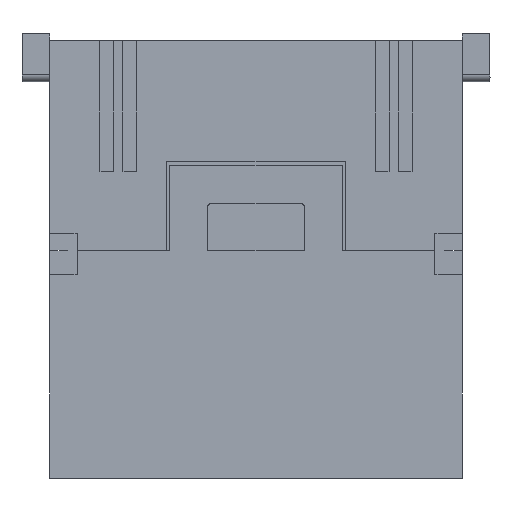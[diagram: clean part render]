
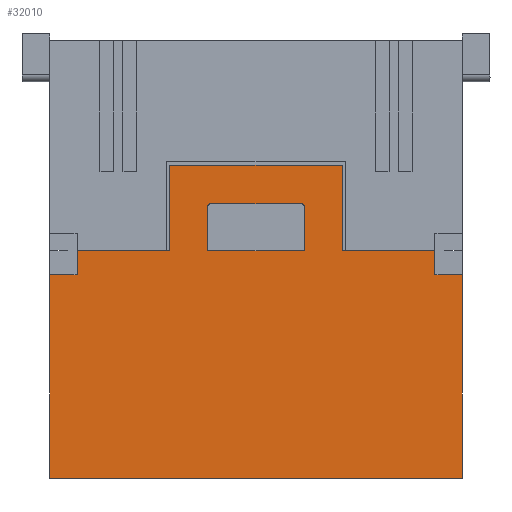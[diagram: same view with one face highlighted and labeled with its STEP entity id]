
A CAD part, left-side view. The second image highlights one B-rep face of the part: STEP entity #32010.
In plain terms, the highlighted face is planar.
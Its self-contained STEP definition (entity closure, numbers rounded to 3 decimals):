
#8640=CARTESIAN_POINT('',(56.048,65.707,-20.3))
;
#8650=DIRECTION('',(-1.,0.,0.));
#8660=DIRECTION('',(0.,0.,-1.));
#8670=AXIS2_PLACEMENT_3D('',#8640,#8650,#8660);
#8680=CIRCLE('',#8670,0.2);
#8690=CARTESIAN_POINT('',(56.048,65.907,-20.3))
;
#8700=VERTEX_POINT('',#8690);
#8710=CARTESIAN_POINT('',(56.048,65.707,
-20.5));
#8720=VERTEX_POINT('',#8710);
#8730=EDGE_CURVE('',#8700,#8720,#8680,.T.);
#10690=CARTESIAN_POINT('',(56.048,60.757,-4.)
);
#10700=VERTEX_POINT('',#10690);
#10730=CARTESIAN_POINT('',(56.048,60.757,-4.559)
);
#10740=DIRECTION('',(0.,0.,1.));
#10750=VECTOR('',#10740,1.);
#10760=LINE('',#10730,#10750);
#10770=CARTESIAN_POINT('',(56.048,60.757,-2.)
);
#10780=VERTEX_POINT('',#10770);
#10790=EDGE_CURVE('',#10700,#10780,#10760,.T.);
#14470=CARTESIAN_POINT('',(56.048,65.907,-13.7)
);
#14480=VERTEX_POINT('',#14470);
#14510=CARTESIAN_POINT('',(56.048,65.907,
-4.559));
#14520=DIRECTION('',(0.,0.,1.));
#14530=VECTOR('',#14520,1.);
#14540=LINE('',#14510,#14530);
#14550=EDGE_CURVE('',#8700,#14480,#14540,.T.);
#16080=CARTESIAN_POINT('',(56.048,62.502,-20.5)
);
#16090=VERTEX_POINT('',#16080);
#16140=CARTESIAN_POINT('',(56.048,62.502,-4.559)
);
#16150=DIRECTION('',(0.,0.,-1.));
#16160=VECTOR('',#16150,1.);
#16170=LINE('',#16140,#16160);
#16180=CARTESIAN_POINT('',(56.048,62.502,-13.5)
);
#16190=VERTEX_POINT('',#16180);
#16200=EDGE_CURVE('',#16190,#16090,#16170,.T.);
#18880=CARTESIAN_POINT('',(56.048,62.502,-4.)
);
#18890=VERTEX_POINT('',#18880);
#18920=CARTESIAN_POINT('',(56.048,58.057,-4.));
#18930=DIRECTION('',(0.,-1.,0.));
#18940=VECTOR('',#18930,1.);
#18950=LINE('',#18920,#18940);
#18960=EDGE_CURVE('',#18890,#10700,#18950,.T.);
#29440=CARTESIAN_POINT('',(56.048,58.057,-32.));
#29450=DIRECTION('',(0.,1.,0.));
#29460=VECTOR('',#29450,1.);
#29470=LINE('',#29440,#29460);
#29480=CARTESIAN_POINT('',(56.048,45.957,-32.)
);
#29490=VERTEX_POINT('',#29480);
#29500=CARTESIAN_POINT('',(56.048,60.757,-32.));
#29510=VERTEX_POINT('',#29500);
#29520=EDGE_CURVE('',#29490,#29510,#29470,.T.);
#31010=CARTESIAN_POINT('',(56.048,79.757,-2.)
);
#31020=DIRECTION('',(1.,0.,0.));
#31030=DIRECTION('',(0.,-1.,0.));
#31040=AXIS2_PLACEMENT_3D('',#31010,#31020,#31030);
#31050=PLANE('',#31040);
#31060=ORIENTED_EDGE('',*,*,#16200,.F.);
#31070=CARTESIAN_POINT('',(56.048,58.057,
-20.5));
#31080=DIRECTION('',(0.,1.,0.));
#31090=VECTOR('',#31080,1.);
#31100=LINE('',#31070,#31090);
#31110=EDGE_CURVE('',#16090,#8720,#31100,.T.);
#31120=ORIENTED_EDGE('',*,*,#31110,.F.);
#31130=ORIENTED_EDGE('',*,*,#8730,.T.);
#31140=ORIENTED_EDGE('',*,*,#14550,.F.);
#31150=CARTESIAN_POINT('',(56.048,65.707,-13.7)
);
#31160=DIRECTION('',(1.,0.,0.));
#31170=DIRECTION('',(0.,0.,1.));
#31180=AXIS2_PLACEMENT_3D('',#31150,#31160,#31170);
#31190=CIRCLE('',#31180,0.2);
#31200=CARTESIAN_POINT('',(56.048,65.707,
-13.5));
#31210=VERTEX_POINT('',#31200);
#31220=EDGE_CURVE('',#14480,#31210,#31190,.T.);
#31230=ORIENTED_EDGE('',*,*,#31220,.F.);
#31240=CARTESIAN_POINT('',(56.048,58.057,
-13.5));
#31250=DIRECTION('',(0.,-1.,0.));
#31260=VECTOR('',#31250,1.);
#31270=LINE('',#31240,#31260);
#31280=EDGE_CURVE('',#31210,#16190,#31270,.T.);
#31290=ORIENTED_EDGE('',*,*,#31280,.F.);
#31300=EDGE_LOOP('',(#31290,#31230,#31140,#31130,#31120,#31060));
#31310=FACE_BOUND('',#31300,.T.);
#31320=CARTESIAN_POINT('',(56.048,68.707,
-4.559));
#31330=DIRECTION('',(0.,0.,1.));
#31340=VECTOR('',#31330,1.);
#31350=LINE('',#31320,#31340);
#31360=CARTESIAN_POINT('',(56.048,68.707,-23.25)
);
#31370=VERTEX_POINT('',#31360);
#31380=CARTESIAN_POINT('',(56.048,68.707,-10.75)
);
#31390=VERTEX_POINT('',#31380);
#31400=EDGE_CURVE('',#31370,#31390,#31350,.T.);
#31410=ORIENTED_EDGE('',*,*,#31400,.T.);
#31420=CARTESIAN_POINT('',(56.048,58.057,
-23.25));
#31430=DIRECTION('',(0.,1.,0.));
#31440=VECTOR('',#31430,1.);
#31450=LINE('',#31420,#31440);
#31460=CARTESIAN_POINT('',(56.048,62.502,-23.25)
);
#31470=VERTEX_POINT('',#31460);
#31480=EDGE_CURVE('',#31470,#31370,#31450,.T.);
#31490=ORIENTED_EDGE('',*,*,#31480,.T.);
#31500=CARTESIAN_POINT('',(56.048,62.502,-4.559)
);
#31510=DIRECTION('',(0.,0.,1.));
#31520=VECTOR('',#31510,1.);
#31530=LINE('',#31500,#31520);
#31540=CARTESIAN_POINT('',(56.048,62.502,-30.)
);
#31550=VERTEX_POINT('',#31540);
#31560=EDGE_CURVE('',#31550,#31470,#31530,.T.);
#31570=ORIENTED_EDGE('',*,*,#31560,.T.);
#31580=CARTESIAN_POINT('',(56.048,58.057,-30.));
#31590=DIRECTION('',(0.,1.,0.));
#31600=VECTOR('',#31590,1.);
#31610=LINE('',#31580,#31600);
#31620=CARTESIAN_POINT('',(56.048,60.757,-30.));
#31630=VERTEX_POINT('',#31620);
#31640=EDGE_CURVE('',#31630,#31550,#31610,.T.);
#31650=ORIENTED_EDGE('',*,*,#31640,.T.);
#31660=CARTESIAN_POINT('',(56.048,60.757,-4.559)
);
#31670=DIRECTION('',(0.,0.,1.));
#31680=VECTOR('',#31670,1.);
#31690=LINE('',#31660,#31680);
#31700=EDGE_CURVE('',#29510,#31630,#31690,.T.);
#31710=ORIENTED_EDGE('',*,*,#31700,.T.);
#31720=ORIENTED_EDGE('',*,*,#29520,.T.);
#31730=CARTESIAN_POINT('',(56.048,45.957,-4.559)
);
#31740=DIRECTION('',(0.,0.,1.));
#31750=VECTOR('',#31740,1.);
#31760=LINE('',#31730,#31750);
#31770=CARTESIAN_POINT('',(56.048,45.957,-2.)
);
#31780=VERTEX_POINT('',#31770);
#31790=EDGE_CURVE('',#29490,#31780,#31760,.T.);
#31800=ORIENTED_EDGE('',*,*,#31790,.F.);
#31810=CARTESIAN_POINT('',(56.048,58.057,-2.));
#31820=DIRECTION('',(0.,1.,0.));
#31830=VECTOR('',#31820,1.);
#31840=LINE('',#31810,#31830);
#31850=EDGE_CURVE('',#31780,#10780,#31840,.T.);
#31860=ORIENTED_EDGE('',*,*,#31850,.F.);
#31870=ORIENTED_EDGE('',*,*,#10790,.T.);
#31880=ORIENTED_EDGE('',*,*,#18960,.T.);
#31890=CARTESIAN_POINT('',(56.048,62.502,-10.75)
);
#31900=VERTEX_POINT('',#31890);
#31910=EDGE_CURVE('',#18890,#31900,#16170,.T.);
#31920=ORIENTED_EDGE('',*,*,#31910,.F.);
#31930=CARTESIAN_POINT('',(56.048,58.057,
-10.75));
#31940=DIRECTION('',(0.,-1.,0.));
#31950=VECTOR('',#31940,1.);
#31960=LINE('',#31930,#31950);
#31970=EDGE_CURVE('',#31390,#31900,#31960,.T.);
#31980=ORIENTED_EDGE('',*,*,#31970,.T.);
#31990=EDGE_LOOP('',(#31980,#31920,#31880,#31870,#31860,#31800,#31720,
#31710,#31650,#31570,#31490,#31410));
#32000=FACE_OUTER_BOUND('',#31990,.T.);
#32010=ADVANCED_FACE('',(#31310,#32000),#31050,.T.);
